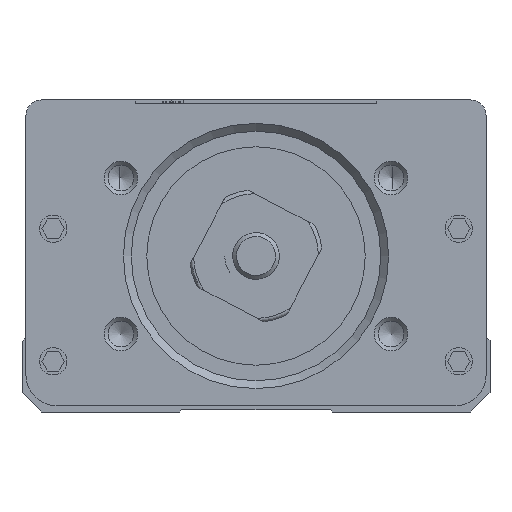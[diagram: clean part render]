
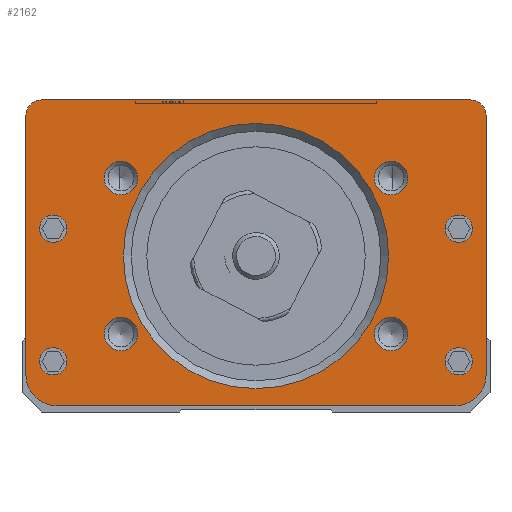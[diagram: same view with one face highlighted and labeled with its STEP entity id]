
A CAD part, front view. The second image highlights one B-rep face of the part: STEP entity #2162.
In plain terms, the highlighted face is planar.
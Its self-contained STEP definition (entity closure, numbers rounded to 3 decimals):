
#2162=ADVANCED_FACE('',(#8026,#8027,#8028,#8029,#8030,#8031,#8032,#8033,
#8034,#8035),#3281,.F.);
#3281=PLANE('',#22722);
#4473=LINE('',#32742,#6452);
#4519=LINE('',#32870,#6498);
#4521=LINE('',#32874,#6500);
#4541=LINE('',#32924,#6520);
#6452=VECTOR('',#26097,1.);
#6498=VECTOR('',#26191,1.);
#6500=VECTOR('',#26195,1.);
#6520=VECTOR('',#26241,1.);
#8026=FACE_BOUND('',#8968,.T.);
#8027=FACE_BOUND('',#8969,.T.);
#8028=FACE_BOUND('',#8970,.T.);
#8029=FACE_BOUND('',#8971,.T.);
#8030=FACE_BOUND('',#8972,.T.);
#8031=FACE_BOUND('',#8973,.T.);
#8032=FACE_BOUND('',#8974,.T.);
#8033=FACE_BOUND('',#8975,.T.);
#8034=FACE_BOUND('',#8976,.T.);
#8035=FACE_BOUND('',#8977,.T.);
#8968=EDGE_LOOP('',(#12085));
#8969=EDGE_LOOP('',(#12086));
#8970=EDGE_LOOP('',(#12087));
#8971=EDGE_LOOP('',(#12088));
#8972=EDGE_LOOP('',(#12089));
#8973=EDGE_LOOP('',(#12090));
#8974=EDGE_LOOP('',(#12091));
#8975=EDGE_LOOP('',(#12092));
#8976=EDGE_LOOP('',(#12093));
#8977=EDGE_LOOP('',(#12094,#12095,#12096,#12097,#12098,#12099,#12100,#12101));
#12085=ORIENTED_EDGE('',*,*,#19241,.T.);
#12086=ORIENTED_EDGE('',*,*,#19242,.T.);
#12087=ORIENTED_EDGE('',*,*,#19243,.T.);
#12088=ORIENTED_EDGE('',*,*,#19244,.T.);
#12089=ORIENTED_EDGE('',*,*,#19245,.T.);
#12090=ORIENTED_EDGE('',*,*,#19246,.T.);
#12091=ORIENTED_EDGE('',*,*,#19247,.T.);
#12092=ORIENTED_EDGE('',*,*,#19248,.T.);
#12093=ORIENTED_EDGE('',*,*,#19249,.T.);
#12094=ORIENTED_EDGE('',*,*,#19224,.F.);
#12095=ORIENTED_EDGE('',*,*,#19178,.F.);
#12096=ORIENTED_EDGE('',*,*,#19199,.F.);
#12097=ORIENTED_EDGE('',*,*,#19239,.F.);
#12098=ORIENTED_EDGE('',*,*,#19134,.F.);
#12099=ORIENTED_EDGE('',*,*,#19238,.F.);
#12100=ORIENTED_EDGE('',*,*,#19197,.F.);
#12101=ORIENTED_EDGE('',*,*,#19186,.F.);
#16804=VERTEX_POINT('',#32741);
#16805=VERTEX_POINT('',#32743);
#16845=VERTEX_POINT('',#32829);
#16846=VERTEX_POINT('',#32831);
#16853=VERTEX_POINT('',#32847);
#16854=VERTEX_POINT('',#32849);
#16859=VERTEX_POINT('',#32862);
#16863=VERTEX_POINT('',#32873);
#16888=VERTEX_POINT('',#32954);
#16889=VERTEX_POINT('',#32956);
#16890=VERTEX_POINT('',#32958);
#16891=VERTEX_POINT('',#32960);
#16892=VERTEX_POINT('',#32962);
#16893=VERTEX_POINT('',#32964);
#16894=VERTEX_POINT('',#32966);
#16895=VERTEX_POINT('',#32968);
#16896=VERTEX_POINT('',#32970);
#19134=EDGE_CURVE('',#16804,#16805,#4473,.T.);
#19178=EDGE_CURVE('',#16845,#16846,#21434,.T.);
#19186=EDGE_CURVE('',#16853,#16854,#21436,.T.);
#19197=EDGE_CURVE('',#16854,#16859,#4519,.T.);
#19199=EDGE_CURVE('',#16863,#16845,#4521,.T.);
#19224=EDGE_CURVE('',#16846,#16853,#4541,.T.);
#19238=EDGE_CURVE('',#16859,#16804,#21447,.T.);
#19239=EDGE_CURVE('',#16805,#16863,#21448,.T.);
#19241=EDGE_CURVE('',#16888,#16888,#21450,.T.);
#19242=EDGE_CURVE('',#16889,#16889,#21451,.T.);
#19243=EDGE_CURVE('',#16890,#16890,#21452,.T.);
#19244=EDGE_CURVE('',#16891,#16891,#21453,.T.);
#19245=EDGE_CURVE('',#16892,#16892,#21454,.T.);
#19246=EDGE_CURVE('',#16893,#16893,#21455,.T.);
#19247=EDGE_CURVE('',#16894,#16894,#21456,.T.);
#19248=EDGE_CURVE('',#16895,#16895,#21457,.T.);
#19249=EDGE_CURVE('',#16896,#16896,#21458,.T.);
#21434=CIRCLE('',#22679,4.);
#21436=CIRCLE('',#22683,4.);
#21447=CIRCLE('',#22707,2.);
#21448=CIRCLE('',#22709,2.);
#21450=CIRCLE('',#22713,2.15);
#21451=CIRCLE('',#22714,2.15);
#21452=CIRCLE('',#22715,2.15);
#21453=CIRCLE('',#22716,2.15);
#21454=CIRCLE('',#22717,17.);
#21455=CIRCLE('',#22718,1.75);
#21456=CIRCLE('',#22719,1.75);
#21457=CIRCLE('',#22720,1.75);
#21458=CIRCLE('',#22721,1.75);
#22679=AXIS2_PLACEMENT_3D('',#32830,#26161,#26162);
#22683=AXIS2_PLACEMENT_3D('',#32848,#26175,#26176);
#22707=AXIS2_PLACEMENT_3D('',#32947,#26264,#26265);
#22709=AXIS2_PLACEMENT_3D('',#32949,#26268,#26269);
#22713=AXIS2_PLACEMENT_3D('',#32953,#26276,#26277);
#22714=AXIS2_PLACEMENT_3D('',#32955,#26278,#26279);
#22715=AXIS2_PLACEMENT_3D('',#32957,#26280,#26281);
#22716=AXIS2_PLACEMENT_3D('',#32959,#26282,#26283);
#22717=AXIS2_PLACEMENT_3D('',#32961,#26284,#26285);
#22718=AXIS2_PLACEMENT_3D('',#32963,#26286,#26287);
#22719=AXIS2_PLACEMENT_3D('',#32965,#26288,#26289);
#22720=AXIS2_PLACEMENT_3D('',#32967,#26290,#26291);
#22721=AXIS2_PLACEMENT_3D('',#32969,#26292,#26293);
#22722=AXIS2_PLACEMENT_3D('',#32971,#26294,#26295);
#26097=DIRECTION('',(1.,0.,0.));
#26161=DIRECTION('',(0.,1.,0.));
#26162=DIRECTION('',(1.,0.,0.));
#26175=DIRECTION('',(0.,1.,0.));
#26176=DIRECTION('',(1.,0.,0.));
#26191=DIRECTION('',(0.,0.,1.));
#26195=DIRECTION('',(0.,0.,-1.));
#26241=DIRECTION('',(-1.,0.,0.));
#26264=DIRECTION('',(0.,1.,0.));
#26265=DIRECTION('',(0.,0.,1.));
#26268=DIRECTION('',(0.,1.,0.));
#26269=DIRECTION('',(0.,0.,1.));
#26276=DIRECTION('',(0.,1.,0.));
#26277=DIRECTION('',(0.,0.,1.));
#26278=DIRECTION('',(0.,1.,0.));
#26279=DIRECTION('',(0.,0.,1.));
#26280=DIRECTION('',(0.,1.,0.));
#26281=DIRECTION('',(0.,0.,1.));
#26282=DIRECTION('',(0.,1.,0.));
#26283=DIRECTION('',(0.,0.,1.));
#26284=DIRECTION('',(0.,1.,0.));
#26285=DIRECTION('',(0.,0.,1.));
#26286=DIRECTION('',(0.,1.,0.));
#26287=DIRECTION('',(0.,0.,1.));
#26288=DIRECTION('',(0.,1.,0.));
#26289=DIRECTION('',(0.,0.,1.));
#26290=DIRECTION('',(0.,1.,0.));
#26291=DIRECTION('',(0.,0.,1.));
#26292=DIRECTION('',(0.,1.,0.));
#26293=DIRECTION('',(0.,0.,1.));
#26294=DIRECTION('',(0.,1.,0.));
#26295=DIRECTION('',(0.,0.,-1.));
#32741=CARTESIAN_POINT('',(-27.5,-130.762,38.));
#32742=CARTESIAN_POINT('',(-25.5,-130.762,38.));
#32743=CARTESIAN_POINT('',(27.5,-130.762,38.));
#32829=CARTESIAN_POINT('',(29.5,-130.762,2.8));
#32830=CARTESIAN_POINT('',(25.5,-130.762,2.8));
#32831=CARTESIAN_POINT('',(25.5,-130.762,-1.2));
#32847=CARTESIAN_POINT('',(-25.5,-130.762,-1.2));
#32848=CARTESIAN_POINT('',(-25.5,-130.762,2.8));
#32849=CARTESIAN_POINT('',(-29.5,-130.762,2.8));
#32862=CARTESIAN_POINT('',(-29.5,-130.762,36.));
#32870=CARTESIAN_POINT('',(-29.5,-130.762,2.8));
#32873=CARTESIAN_POINT('',(29.5,-130.762,36.));
#32874=CARTESIAN_POINT('',(29.5,-130.762,39.));
#32924=CARTESIAN_POINT('',(25.5,-130.762,-1.2));
#32947=CARTESIAN_POINT('',(-27.5,-130.762,36.));
#32949=CARTESIAN_POINT('',(27.5,-130.762,36.));
#32953=CARTESIAN_POINT('',(-17.321,-130.762,28.));
#32954=CARTESIAN_POINT('',(-17.321,-130.762,30.15));
#32955=CARTESIAN_POINT('',(17.321,-130.762,8.));
#32956=CARTESIAN_POINT('',(17.321,-130.762,10.15));
#32957=CARTESIAN_POINT('',(17.321,-130.762,28.));
#32958=CARTESIAN_POINT('',(17.321,-130.762,30.15));
#32959=CARTESIAN_POINT('',(-17.321,-130.762,8.));
#32960=CARTESIAN_POINT('',(-17.321,-130.762,10.15));
#32961=CARTESIAN_POINT('',(0.,-130.762,18.));
#32962=CARTESIAN_POINT('',(0.,-130.762,35.));
#32963=CARTESIAN_POINT('',(-26.,-130.762,21.5));
#32964=CARTESIAN_POINT('',(-26.,-130.762,23.25));
#32965=CARTESIAN_POINT('',(-26.,-130.762,4.5));
#32966=CARTESIAN_POINT('',(-26.,-130.762,6.25));
#32967=CARTESIAN_POINT('',(26.,-130.762,4.5));
#32968=CARTESIAN_POINT('',(26.,-130.762,6.25));
#32969=CARTESIAN_POINT('',(26.,-130.762,21.5));
#32970=CARTESIAN_POINT('',(26.,-130.762,23.25));
#32971=CARTESIAN_POINT('',(-25.5,-130.762,2.8));
